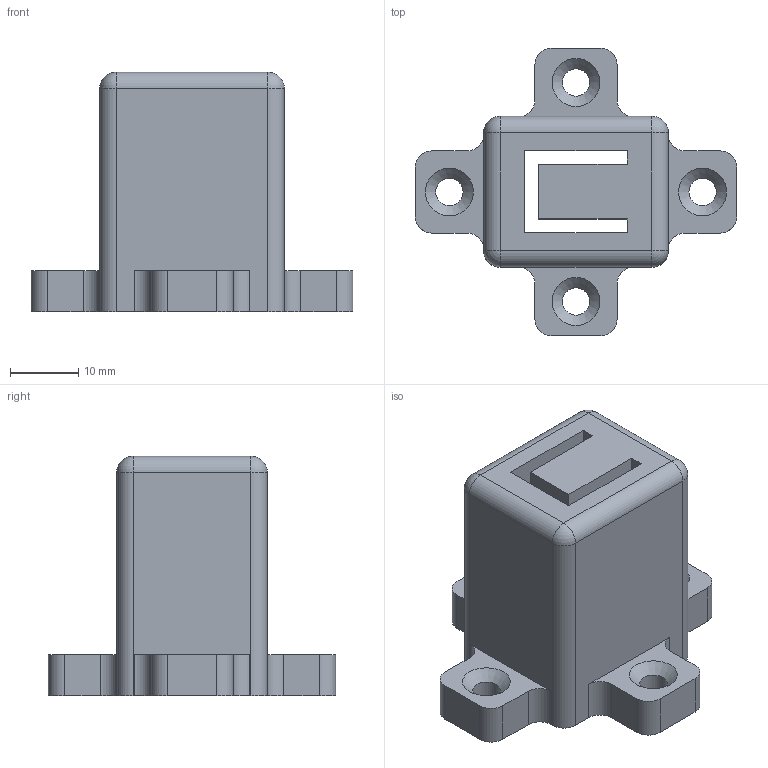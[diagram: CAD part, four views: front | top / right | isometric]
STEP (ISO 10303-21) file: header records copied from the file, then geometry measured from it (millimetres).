
FILE_DESCRIPTION(('FreeCAD Model'),'2;1');
FILE_NAME('Open CASCADE Shape Model','2023-02-20T21:07:17',(''),(''), 'Open CASCADE STEP processor 7.6','FreeCAD','Unknown');
FILE_SCHEMA(('AUTOMOTIVE_DESIGN { 1 0 10303 214 1 1 1 1 }'));
Length unit declared in the file: millimetre
Products named in the file (1): держатель алюминиевой 
стойки-направляющей
Bounding box: 47 x 42 x 35 mm (x, y, z)
Volume: 20352.8 mm3; surface area: 8522.3 mm2
Topology: 1 solids, 1 shells, 70 faces, 200 edges, 128 vertices
Faces by surface type: plane 34, cylinder 28, cone 4, sphere 4
Full cylindrical faces by diameter (mm): 4 x4
Entity records: 4924 total; most frequent: CARTESIAN_POINT 943, DIRECTION 764, LINE 484, VECTOR 484, ORIENTED_EDGE 392, PCURVE 392, DEFINITIONAL_REPRESENTATION 392, EDGE_CURVE 196
